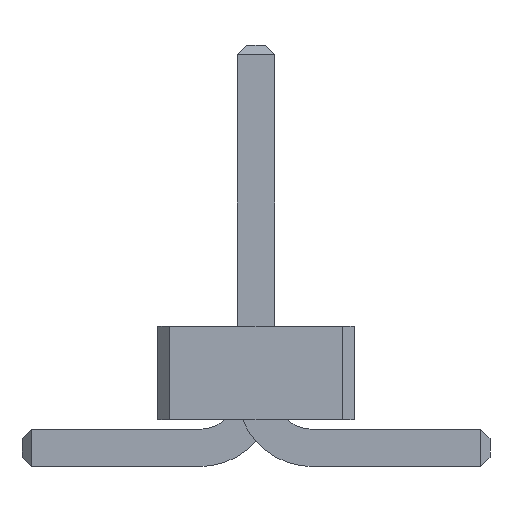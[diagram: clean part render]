
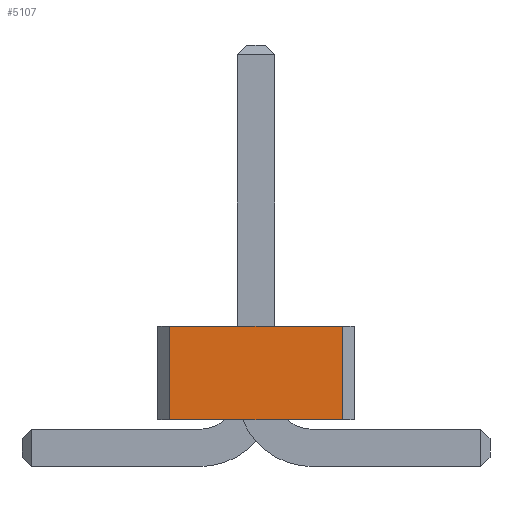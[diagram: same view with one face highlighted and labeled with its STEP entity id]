
A CAD part, front view. The second image highlights one B-rep face of the part: STEP entity #5107.
In plain terms, the highlighted planar face has unit normal (0, -1, 0).
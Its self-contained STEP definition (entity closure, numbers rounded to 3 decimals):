
#527 = VERTEX_POINT('',#528);
#528 = CARTESIAN_POINT('',(0.923,-12.065,0.5));
#534 = EDGE_CURVE('',#535,#527,#537,.T.);
#535 = VERTEX_POINT('',#536);
#536 = CARTESIAN_POINT('',(-0.923,-12.065,0.5));
#537 = LINE('',#538,#539);
#538 = CARTESIAN_POINT('',(-1.05,-12.065,0.5));
#539 = VECTOR('',#540,1.);
#540 = DIRECTION('',(1.,0.,0.));
#2125 = VERTEX_POINT('',#2126);
#2126 = CARTESIAN_POINT('',(-0.923,-12.065,1.5));
#2132 = EDGE_CURVE('',#2125,#2133,#2135,.T.);
#2133 = VERTEX_POINT('',#2134);
#2134 = CARTESIAN_POINT('',(0.923,-12.065,1.5));
#2135 = LINE('',#2136,#2137);
#2136 = CARTESIAN_POINT('',(-1.05,-12.065,1.5));
#2137 = VECTOR('',#2138,1.);
#2138 = DIRECTION('',(1.,0.,0.));
#5097 = EDGE_CURVE('',#535,#2125,#5098,.T.);
#5098 = LINE('',#5099,#5100);
#5099 = CARTESIAN_POINT('',(-0.923,-12.065,0.5));
#5100 = VECTOR('',#5101,1.);
#5101 = DIRECTION('',(0.,0.,1.));
#5107 = ADVANCED_FACE('',(#5108),#5119,.F.);
#5108 = FACE_BOUND('',#5109,.F.);
#5109 = EDGE_LOOP('',(#5110,#5111,#5112,#5113));
#5110 = ORIENTED_EDGE('',*,*,#534,.F.);
#5111 = ORIENTED_EDGE('',*,*,#5097,.T.);
#5112 = ORIENTED_EDGE('',*,*,#2132,.T.);
#5113 = ORIENTED_EDGE('',*,*,#5114,.F.);
#5114 = EDGE_CURVE('',#527,#2133,#5115,.T.);
#5115 = LINE('',#5116,#5117);
#5116 = CARTESIAN_POINT('',(0.923,-12.065,0.5));
#5117 = VECTOR('',#5118,1.);
#5118 = DIRECTION('',(0.,0.,1.));
#5119 = PLANE('',#5120);
#5120 = AXIS2_PLACEMENT_3D('',#5121,#5122,#5123);
#5121 = CARTESIAN_POINT('',(-1.05,-12.065,0.5));
#5122 = DIRECTION('',(0.,1.,0.));
#5123 = DIRECTION('',(1.,0.,0.));
